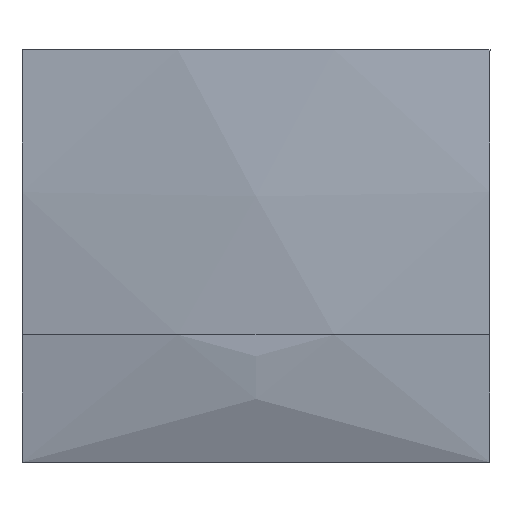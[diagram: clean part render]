
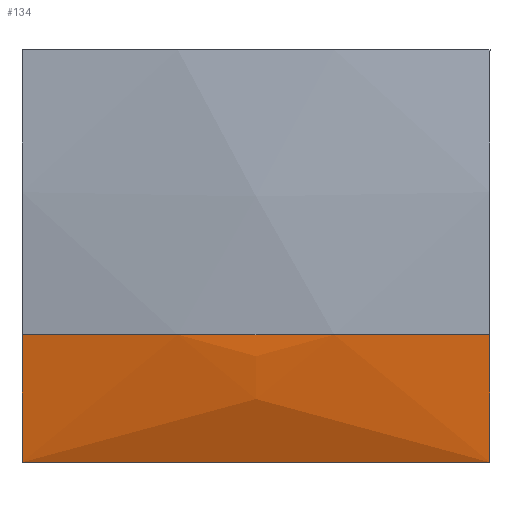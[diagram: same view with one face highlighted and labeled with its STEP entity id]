
A CAD part, top view. The second image highlights one B-rep face of the part: STEP entity #134.
In plain terms, the highlighted free-form (B-spline) face has degree [3, 6] with [5, 7] control points.
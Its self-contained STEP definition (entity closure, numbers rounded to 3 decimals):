
#22=ORIENTED_EDGE('trim curve',*,*,#68,.T.);
#23=ORIENTED_EDGE('trim curve',*,*,#72,.T.);
#24=ORIENTED_EDGE('trim curve',*,*,#73,.T.);
#25=ORIENTED_EDGE('trim curve',*,*,#74,.T.);
#56=VERTEX_POINT('Trimming Point',#226);
#57=VERTEX_POINT('Trimming Point',#230);
#60=VERTEX_POINT('Trimming Point',#297);
#61=VERTEX_POINT('Trimming Point',#302);
#68=EDGE_CURVE('Edge Curve',#56,#57,#87,.T.);
#72=EDGE_CURVE('Edge Curve',#57,#60,#91,.T.);
#73=EDGE_CURVE('Edge Curve',#60,#61,#92,.T.);
#74=EDGE_CURVE('Edge Curve',#61,#56,#93,.T.);
#87=(
BOUNDED_CURVE()
B_SPLINE_CURVE(3,(#226,#227,#228,#229,#230),.UNSPECIFIED.,.U.,.U.)
B_SPLINE_CURVE_WITH_KNOTS((4,1,4),(0.,11.048,22.096),
 .UNSPECIFIED.)
CURVE()
GEOMETRIC_REPRESENTATION_ITEM()
RATIONAL_B_SPLINE_CURVE((1.,1.,1.,1.,1.))
REPRESENTATION_ITEM('node')
);
#91=(
BOUNDED_CURVE()
B_SPLINE_CURVE(6,(#291,#292,#293,#294,#295,#296,#297),.UNSPECIFIED.,.U.,
 .U.)
B_SPLINE_CURVE_WITH_KNOTS((7,7),(0.,1.),.UNSPECIFIED.)
CURVE()
GEOMETRIC_REPRESENTATION_ITEM()
RATIONAL_B_SPLINE_CURVE((1.,1.,1.,1.,1.,1.,1.))
REPRESENTATION_ITEM('node')
);
#92=(
BOUNDED_CURVE()
B_SPLINE_CURVE(3,(#298,#299,#300,#301,#302),.UNSPECIFIED.,.U.,.U.)
B_SPLINE_CURVE_WITH_KNOTS((4,1,4),(0.,0.5,1.),.UNSPECIFIED.)
CURVE()
GEOMETRIC_REPRESENTATION_ITEM()
RATIONAL_B_SPLINE_CURVE((1.,1.,1.,1.,1.))
REPRESENTATION_ITEM('node')
);
#93=(
BOUNDED_CURVE()
B_SPLINE_CURVE(6,(#303,#304,#305,#306,#307,#308,#309),.UNSPECIFIED.,.U.,
 .U.)
B_SPLINE_CURVE_WITH_KNOTS((7,7),(0.,1.),.UNSPECIFIED.)
CURVE()
GEOMETRIC_REPRESENTATION_ITEM()
RATIONAL_B_SPLINE_CURVE((1.,1.,1.,1.,1.,1.,1.))
REPRESENTATION_ITEM('node')
);
#107=EDGE_LOOP('trim boundary',(#22,#23,#24,#25));
#116=FACE_OUTER_BOUND('Boundary Edges',#107,.T.);
#125=(
BOUNDED_SURFACE()
B_SPLINE_SURFACE(3,6,((#256,#257,#258,#259,#260,#261,#262),(#263,#264,#265,
#266,#267,#268,#269),(#270,#271,#272,#273,#274,#275,#276),(#277,#278,#279,
#280,#281,#282,#283),(#284,#285,#286,#287,#288,#289,#290)),.UNSPECIFIED.,
 .U.,.U.,.U.)
B_SPLINE_SURFACE_WITH_KNOTS((4,1,4),(7,7),(0.,0.5,1.),(0.,
1.),.UNSPECIFIED.)
GEOMETRIC_REPRESENTATION_ITEM()
RATIONAL_B_SPLINE_SURFACE(((1.,1.,1.,1.,1.,1.,1.),(1.,1.,1.,1.,1.,1.,1.),
(1.,1.,1.,1.,1.,1.,1.),(1.,1.,1.,1.,1.,1.,1.),(1.,1.,1.,1.,1.,1.,1.)))
REPRESENTATION_ITEM('trim region')
SURFACE()
);
#134=ADVANCED_FACE('trim region',(#116),#125,.T.);
#226=CARTESIAN_POINT('CVs',(-110.,-57.,-252.176));
#227=CARTESIAN_POINT('CVs',(-73.601,-57.,-246.46));
#228=CARTESIAN_POINT('CVs',(0.,-57.,-240.579));
#229=CARTESIAN_POINT('CVs',(73.601,-57.,-246.46));
#230=CARTESIAN_POINT('CVs',(110.,-57.,-252.176));
#256=CARTESIAN_POINT('CVs',(-110.,-57.,-252.176));
#257=CARTESIAN_POINT('CVs',(-110.,-67.029,-253.115));
#258=CARTESIAN_POINT('CVs',(-110.,-77.048,-254.16));
#259=CARTESIAN_POINT('CVs',(-110.,-87.056,-255.308));
#260=CARTESIAN_POINT('CVs',(-110.,-97.052,-256.561));
#261=CARTESIAN_POINT('CVs',(-110.,-107.034,-257.918));
#262=CARTESIAN_POINT('CVs',(-110.,-117.,-259.379));
#263=CARTESIAN_POINT('CVs',(-73.601,-57.,-246.46));
#264=CARTESIAN_POINT('CVs',(-73.629,-67.078,-247.401));
#265=CARTESIAN_POINT('CVs',(-73.624,-77.142,-248.606));
#266=CARTESIAN_POINT('CVs',(-73.592,-87.177,-250.094));
#267=CARTESIAN_POINT('CVs',(-73.539,-97.173,-251.859));
#268=CARTESIAN_POINT('CVs',(-73.471,-107.117,-253.899));
#269=CARTESIAN_POINT('CVs',(-73.394,-117.,-256.212));
#270=CARTESIAN_POINT('CVs',(0.,-57.,-240.579));
#271=CARTESIAN_POINT('CVs',(0.,-67.203,-241.516));
#272=CARTESIAN_POINT('CVs',(0.,-77.352,-242.926));
#273=CARTESIAN_POINT('CVs',(0.,-87.428,-244.785));
#274=CARTESIAN_POINT('CVs',(0.,-97.409,-247.096));
#275=CARTESIAN_POINT('CVs',(0.,-107.274,-249.852));
#276=CARTESIAN_POINT('CVs',(0.,-117.,-253.047));
#277=CARTESIAN_POINT('CVs',(73.601,-57.,-246.46));
#278=CARTESIAN_POINT('CVs',(73.629,-67.078,-247.401));
#279=CARTESIAN_POINT('CVs',(73.624,-77.142,-248.606));
#280=CARTESIAN_POINT('CVs',(73.592,-87.177,-250.094));
#281=CARTESIAN_POINT('CVs',(73.539,-97.173,-251.859));
#282=CARTESIAN_POINT('CVs',(73.471,-107.117,-253.899));
#283=CARTESIAN_POINT('CVs',(73.394,-117.,-256.212));
#284=CARTESIAN_POINT('CVs',(110.,-57.,-252.176));
#285=CARTESIAN_POINT('CVs',(110.,-67.029,-253.115));
#286=CARTESIAN_POINT('CVs',(110.,-77.048,-254.16));
#287=CARTESIAN_POINT('CVs',(110.,-87.056,-255.308));
#288=CARTESIAN_POINT('CVs',(110.,-97.052,-256.561));
#289=CARTESIAN_POINT('CVs',(110.,-107.034,-257.918));
#290=CARTESIAN_POINT('CVs',(110.,-117.,-259.379));
#291=CARTESIAN_POINT('CVs',(110.,-57.,-252.176));
#292=CARTESIAN_POINT('CVs',(110.,-67.029,-253.115));
#293=CARTESIAN_POINT('CVs',(110.,-77.048,-254.16));
#294=CARTESIAN_POINT('CVs',(110.,-87.056,-255.308));
#295=CARTESIAN_POINT('CVs',(110.,-97.052,-256.561));
#296=CARTESIAN_POINT('CVs',(110.,-107.034,-257.918));
#297=CARTESIAN_POINT('CVs',(110.,-117.,-259.379));
#298=CARTESIAN_POINT('CVs',(110.,-117.,-259.379));
#299=CARTESIAN_POINT('CVs',(73.394,-117.,-256.212));
#300=CARTESIAN_POINT('CVs',(0.,-117.,-253.047));
#301=CARTESIAN_POINT('CVs',(-73.394,-117.,-256.212));
#302=CARTESIAN_POINT('CVs',(-110.,-117.,-259.379));
#303=CARTESIAN_POINT('CVs',(-110.,-117.,-259.379));
#304=CARTESIAN_POINT('CVs',(-110.,-107.034,-257.918));
#305=CARTESIAN_POINT('CVs',(-110.,-97.052,-256.561));
#306=CARTESIAN_POINT('CVs',(-110.,-87.056,-255.308));
#307=CARTESIAN_POINT('CVs',(-110.,-77.048,-254.16));
#308=CARTESIAN_POINT('CVs',(-110.,-67.029,-253.115));
#309=CARTESIAN_POINT('CVs',(-110.,-57.,-252.176));
